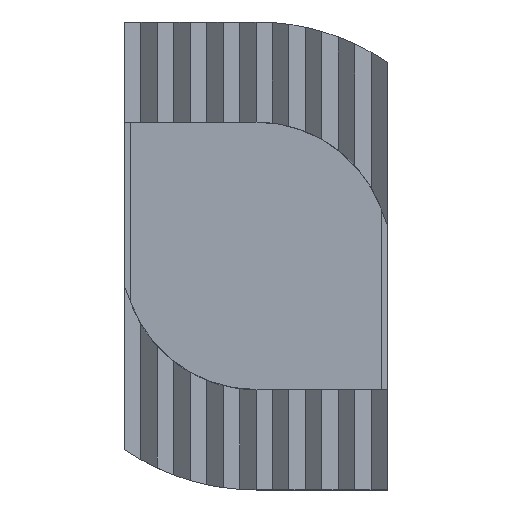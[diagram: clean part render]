
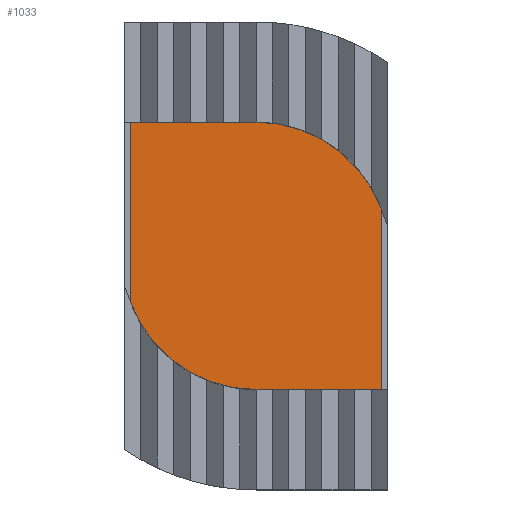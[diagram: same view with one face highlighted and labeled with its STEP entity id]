
A CAD part, top view. The second image highlights one B-rep face of the part: STEP entity #1033.
In plain terms, the highlighted planar face has unit normal (0, 0, 1).
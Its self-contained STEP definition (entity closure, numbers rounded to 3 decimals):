
#18=CIRCLE('',#1135,3.);
#19=CIRCLE('',#1138,3.);
#105=FACE_OUTER_BOUND('',#161,.T.);
#161=EDGE_LOOP('',(#857,#858,#859,#860,#861,#862));
#258=LINE('',#1697,#368);
#261=LINE('',#1703,#371);
#264=LINE('',#1708,#374);
#267=LINE('',#1715,#377);
#368=VECTOR('',#1386,10.);
#371=VECTOR('',#1391,10.);
#374=VECTOR('',#1396,10.);
#377=VECTOR('',#1405,10.);
#473=VERTEX_POINT('',#1695);
#474=VERTEX_POINT('',#1696);
#475=VERTEX_POINT('',#1701);
#476=VERTEX_POINT('',#1702);
#477=VERTEX_POINT('',#1707);
#478=VERTEX_POINT('',#1711);
#608=EDGE_CURVE('',#473,#474,#258,.T.);
#611=EDGE_CURVE('',#475,#476,#261,.T.);
#614=EDGE_CURVE('',#477,#473,#264,.T.);
#617=EDGE_CURVE('',#474,#478,#18,.T.);
#618=EDGE_CURVE('',#478,#475,#267,.T.);
#619=EDGE_CURVE('',#476,#477,#19,.T.);
#857=ORIENTED_EDGE('',*,*,#608,.T.);
#858=ORIENTED_EDGE('',*,*,#617,.T.);
#859=ORIENTED_EDGE('',*,*,#618,.T.);
#860=ORIENTED_EDGE('',*,*,#611,.T.);
#861=ORIENTED_EDGE('',*,*,#619,.T.);
#862=ORIENTED_EDGE('',*,*,#614,.T.);
#981=PLANE('',#1137);
#1033=ADVANCED_FACE('',(#105),#981,.T.);
#1135=AXIS2_PLACEMENT_3D('',#1713,#1401,#1402);
#1137=AXIS2_PLACEMENT_3D('',#1716,#1406,#1407);
#1138=AXIS2_PLACEMENT_3D('',#1717,#1408,#1409);
#1386=DIRECTION('',(0.,1.,0.));
#1391=DIRECTION('',(0.,-1.,0.));
#1396=DIRECTION('',(1.,0.,0.));
#1401=DIRECTION('center_axis',(0.,0.,1.));
#1402=DIRECTION('ref_axis',(-1.,0.,0.));
#1405=DIRECTION('',(-1.,0.,0.));
#1406=DIRECTION('center_axis',(0.,0.,1.));
#1407=DIRECTION('ref_axis',(1.,0.,0.));
#1408=DIRECTION('center_axis',(0.,0.,1.));
#1409=DIRECTION('ref_axis',(-1.,0.,0.));
#1695=CARTESIAN_POINT('',(2.81,-3.,4.4));
#1696=CARTESIAN_POINT('',(2.81,1.051,4.4));
#1697=CARTESIAN_POINT('',(2.81,-1.5,4.4));
#1701=CARTESIAN_POINT('',(-2.81,3.,4.4));
#1702=CARTESIAN_POINT('',(-2.81,-1.051,4.4));
#1703=CARTESIAN_POINT('',(-2.81,1.5,4.4));
#1707=CARTESIAN_POINT('',(0.,-3.,4.4));
#1708=CARTESIAN_POINT('',(0.,-3.,4.4));
#1711=CARTESIAN_POINT('',(0.,3.,4.4));
#1713=CARTESIAN_POINT('Origin',(0.,0.,4.4));
#1715=CARTESIAN_POINT('',(0.,3.,4.4));
#1716=CARTESIAN_POINT('Origin',(0.,0.,4.4));
#1717=CARTESIAN_POINT('Origin',(0.,0.,4.4));
